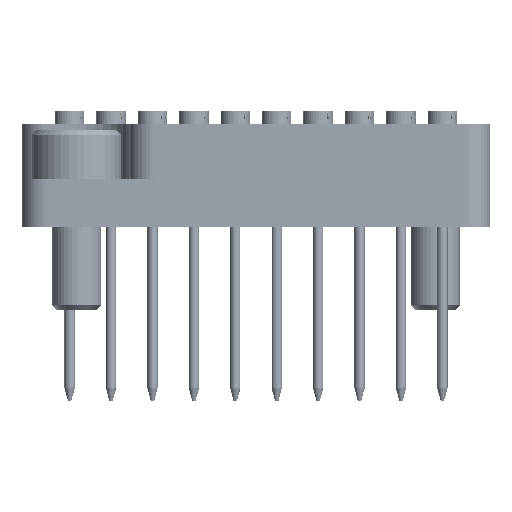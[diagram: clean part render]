
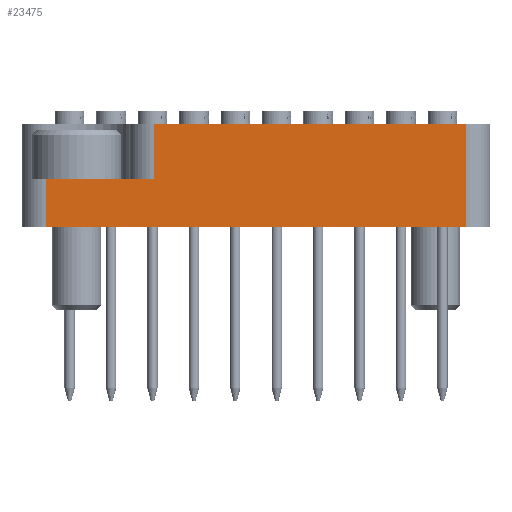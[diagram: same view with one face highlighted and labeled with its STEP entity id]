
A CAD part, front view. The second image highlights one B-rep face of the part: STEP entity #23475.
In plain terms, the highlighted face is planar.
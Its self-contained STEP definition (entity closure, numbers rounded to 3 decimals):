
#545 = CARTESIAN_POINT ( 'NONE',  ( 30., 2.95, 7.75 ) ) ;
#2131 = PLANE ( 'NONE',  #19669 ) ;
#3192 = VECTOR ( 'NONE', #13572, 1000. ) ;
#5887 = CARTESIAN_POINT ( 'NONE',  ( 30., 6.35, 6.25 ) ) ;
#6769 = LINE ( 'NONE', #43600, #11135 ) ;
#6786 = CARTESIAN_POINT ( 'NONE',  ( 30., 0., 12.85 ) ) ;
#7300 = VERTEX_POINT ( 'NONE', #6786 ) ;
#8902 = EDGE_CURVE ( 'NONE', #44888, #44909, #23737, .T. ) ;
#10265 = LINE ( 'NONE', #13888, #26777 ) ;
#11135 = VECTOR ( 'NONE', #15218, 1000. ) ;
#11380 = ORIENTED_EDGE ( 'NONE', *, *, #41215, .T. ) ;
#12240 = CARTESIAN_POINT ( 'NONE',  ( 30., 2.95, 12.85 ) ) ;
#12984 = CARTESIAN_POINT ( 'NONE',  ( 30., 6.35, 14.35 ) ) ;
#13501 = ORIENTED_EDGE ( 'NONE', *, *, #46790, .T. ) ;
#13572 = DIRECTION ( 'NONE',  ( 0., 0., -1. ) ) ;
#13888 = CARTESIAN_POINT ( 'NONE',  ( 30., 2.95, 6.25 ) ) ;
#15218 = DIRECTION ( 'NONE',  ( 0., -1., 0. ) ) ;
#15525 = VECTOR ( 'NONE', #25551, 1000. ) ;
#16488 = VECTOR ( 'NONE', #31180, 1000. ) ;
#17023 = CARTESIAN_POINT ( 'NONE',  ( 30., 0., 14.35 ) ) ;
#17294 = DIRECTION ( 'NONE',  ( 1., 0., 0. ) ) ;
#18479 = ORIENTED_EDGE ( 'NONE', *, *, #20200, .F. ) ;
#19669 = AXIS2_PLACEMENT_3D ( 'NONE', #12984, #17294, #46398 ) ;
#20200 = EDGE_CURVE ( 'NONE', #34053, #44909, #46522, .T. ) ;
#20353 = EDGE_CURVE ( 'NONE', #26908, #46973, #22181, .T. ) ;
#22181 = LINE ( 'NONE', #545, #15525 ) ;
#23475 = ADVANCED_FACE ( 'NONE', ( #24484 ), #2131, .T. ) ;
#23737 = LINE ( 'NONE', #27121, #37762 ) ;
#24457 = DIRECTION ( 'NONE',  ( 0., -1., 0. ) ) ;
#24484 = FACE_OUTER_BOUND ( 'NONE', #41794, .T. ) ;
#25551 = DIRECTION ( 'NONE',  ( 0., 0., -1. ) ) ;
#26777 = VECTOR ( 'NONE', #24457, 1000. ) ;
#26823 = CARTESIAN_POINT ( 'NONE',  ( 30., 2.95, 6.25 ) ) ;
#26908 = VERTEX_POINT ( 'NONE', #12240 ) ;
#27121 = CARTESIAN_POINT ( 'NONE',  ( 30., 6.35, -12.85 ) ) ;
#27346 = DIRECTION ( 'NONE',  ( 0., 1., 0. ) ) ;
#31180 = DIRECTION ( 'NONE',  ( 0., 0., -1. ) ) ;
#31821 = CARTESIAN_POINT ( 'NONE',  ( 30., 6.35, 14.35 ) ) ;
#34053 = VERTEX_POINT ( 'NONE', #5887 ) ;
#34551 = LINE ( 'NONE', #17023, #16488 ) ;
#36320 = EDGE_CURVE ( 'NONE', #26908, #7300, #6769, .T. ) ;
#37056 = ORIENTED_EDGE ( 'NONE', *, *, #8902, .T. ) ;
#37762 = VECTOR ( 'NONE', #27346, 1000. ) ;
#38076 = ORIENTED_EDGE ( 'NONE', *, *, #20353, .F. ) ;
#41215 = EDGE_CURVE ( 'NONE', #7300, #44888, #34551, .T. ) ;
#41794 = EDGE_LOOP ( 'NONE', ( #11380, #37056, #18479, #13501, #38076, #47136 ) ) ;
#43600 = CARTESIAN_POINT ( 'NONE',  ( 30., 0., 12.85 ) ) ;
#44062 = CARTESIAN_POINT ( 'NONE',  ( 30., 6.35, -12.85 ) ) ;
#44283 = CARTESIAN_POINT ( 'NONE',  ( 30., 0., -12.85 ) ) ;
#44888 = VERTEX_POINT ( 'NONE', #44283 ) ;
#44909 = VERTEX_POINT ( 'NONE', #44062 ) ;
#46398 = DIRECTION ( 'NONE',  ( 0., 1., 0. ) ) ;
#46522 = LINE ( 'NONE', #31821, #3192 ) ;
#46790 = EDGE_CURVE ( 'NONE', #34053, #46973, #10265, .T. ) ;
#46973 = VERTEX_POINT ( 'NONE', #26823 ) ;
#47136 = ORIENTED_EDGE ( 'NONE', *, *, #36320, .T. ) ;
